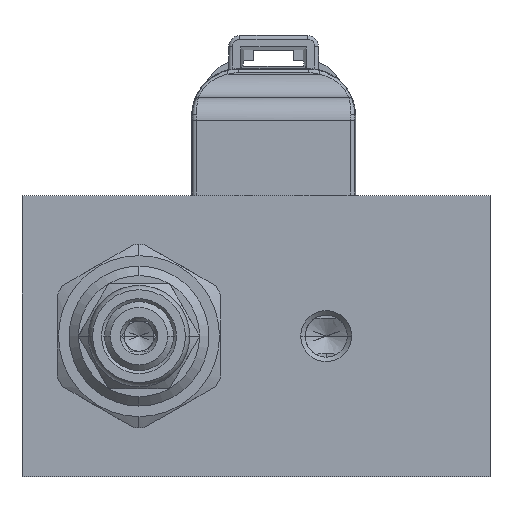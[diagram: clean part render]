
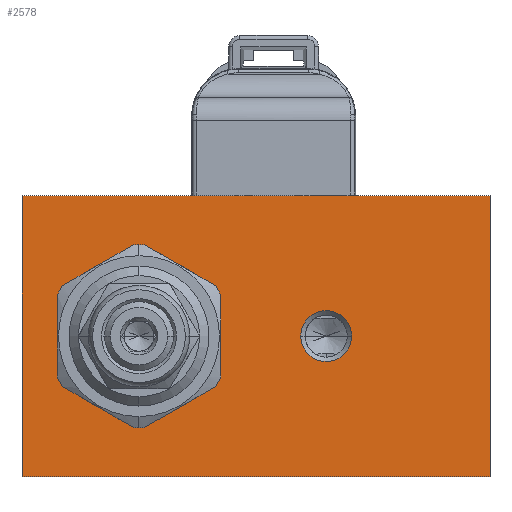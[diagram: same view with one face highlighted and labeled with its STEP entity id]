
A CAD part, front view. The second image highlights one B-rep face of the part: STEP entity #2578.
In plain terms, the highlighted planar face has unit normal (0, -1, 0).
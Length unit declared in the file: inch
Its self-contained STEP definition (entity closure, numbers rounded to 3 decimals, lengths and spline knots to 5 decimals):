
#5=DIRECTION('',(1.,0.,0.));
#6=VECTOR('',#5,2.5);
#7=CARTESIAN_POINT('',(0.,-2.75,0.));
#8=LINE('',#7,#6);
#55=DIRECTION('',(0.,0.,1.));
#56=VECTOR('',#55,1.5);
#57=CARTESIAN_POINT('',(2.5,-2.75,0.));
#58=LINE('',#57,#56);
#79=DIRECTION('',(0.,0.,1.));
#80=VECTOR('',#79,1.5);
#81=CARTESIAN_POINT('',(0.,-2.75,0.));
#82=LINE('',#81,#80);
#83=CARTESIAN_POINT('',(0.625,-2.75,0.75));
#84=DIRECTION('',(0.,1.,0.));
#85=DIRECTION('',(0.,0.,-1.));
#86=AXIS2_PLACEMENT_3D('',#83,#84,#85);
#88=CARTESIAN_POINT('',(0.625,-2.75,0.75));
#89=DIRECTION('',(0.,1.,0.));
#90=DIRECTION('',(0.,0.,1.));
#91=AXIS2_PLACEMENT_3D('',#88,#89,#90);
#93=CARTESIAN_POINT('',(1.625,-2.75,0.75));
#94=DIRECTION('',(0.,1.,0.));
#95=DIRECTION('',(-1.,0.,0.));
#96=AXIS2_PLACEMENT_3D('',#93,#94,#95);
#98=CARTESIAN_POINT('',(1.625,-2.75,0.75));
#99=DIRECTION('',(0.,1.,0.));
#100=DIRECTION('',(1.,0.,0.));
#101=AXIS2_PLACEMENT_3D('',#98,#99,#100);
#115=DIRECTION('',(1.,0.,0.));
#116=VECTOR('',#115,2.5);
#117=CARTESIAN_POINT('',(0.,-2.75,1.5));
#118=LINE('',#117,#116);
#2195=CARTESIAN_POINT('',(0.,-2.75,0.));
#2197=VERTEX_POINT('',#2195);
#2198=CARTESIAN_POINT('',(2.5,-2.75,0.));
#2199=VERTEX_POINT('',#2198);
#2203=CARTESIAN_POINT('',(0.,-2.75,1.5));
#2205=VERTEX_POINT('',#2203);
#2206=CARTESIAN_POINT('',(2.5,-2.75,1.5));
#2207=VERTEX_POINT('',#2206);
#2258=CARTESIAN_POINT('',(0.625,-2.75,0.3195));
#2259=CARTESIAN_POINT('',(0.625,-2.75,1.1805));
#2260=VERTEX_POINT('',#2258);
#2261=VERTEX_POINT('',#2259);
#2276=CARTESIAN_POINT('',(1.489,-2.75,0.75));
#2278=VERTEX_POINT('',#2276);
#2280=CARTESIAN_POINT('',(1.761,-2.75,0.75));
#2282=VERTEX_POINT('',#2280);
#2554=CARTESIAN_POINT('',(0.,-2.75,0.));
#2555=DIRECTION('',(0.,-1.,0.));
#2556=DIRECTION('',(1.,0.,0.));
#2557=AXIS2_PLACEMENT_3D('',#2554,#2555,#2556);
#2558=PLANE('',#2557);
#2559=ORIENTED_EDGE('',*,*,#2472,.F.);
#2560=ORIENTED_EDGE('',*,*,#2497,.T.);
#2562=ORIENTED_EDGE('',*,*,#2561,.T.);
#2563=ORIENTED_EDGE('',*,*,#2534,.F.);
#2564=EDGE_LOOP('',(#2559,#2560,#2562,#2563));
#2565=FACE_OUTER_BOUND('',#2564,.F.);
#2567=ORIENTED_EDGE('',*,*,#2566,.F.);
#2569=ORIENTED_EDGE('',*,*,#2568,.F.);
#2570=EDGE_LOOP('',(#2567,#2569));
#2571=FACE_BOUND('',#2570,.F.);
#2573=ORIENTED_EDGE('',*,*,#2572,.F.);
#2575=ORIENTED_EDGE('',*,*,#2574,.F.);
#2576=EDGE_LOOP('',(#2573,#2575));
#2577=FACE_BOUND('',#2576,.F.);
#2578=ADVANCED_FACE('',(#2565,#2571,#2577),#2558,.T.);
#87=CIRCLE('',#86,0.4305);
#92=CIRCLE('',#91,0.4305);
#97=CIRCLE('',#96,0.136);
#102=CIRCLE('',#101,0.136);
#2472=EDGE_CURVE('',#2197,#2199,#8,.T.);
#2497=EDGE_CURVE('',#2197,#2205,#82,.T.);
#2534=EDGE_CURVE('',#2199,#2207,#58,.T.);
#2561=EDGE_CURVE('',#2205,#2207,#118,.T.);
#2566=EDGE_CURVE('',#2260,#2261,#87,.T.);
#2568=EDGE_CURVE('',#2261,#2260,#92,.T.);
#2572=EDGE_CURVE('',#2278,#2282,#97,.T.);
#2574=EDGE_CURVE('',#2282,#2278,#102,.T.);
